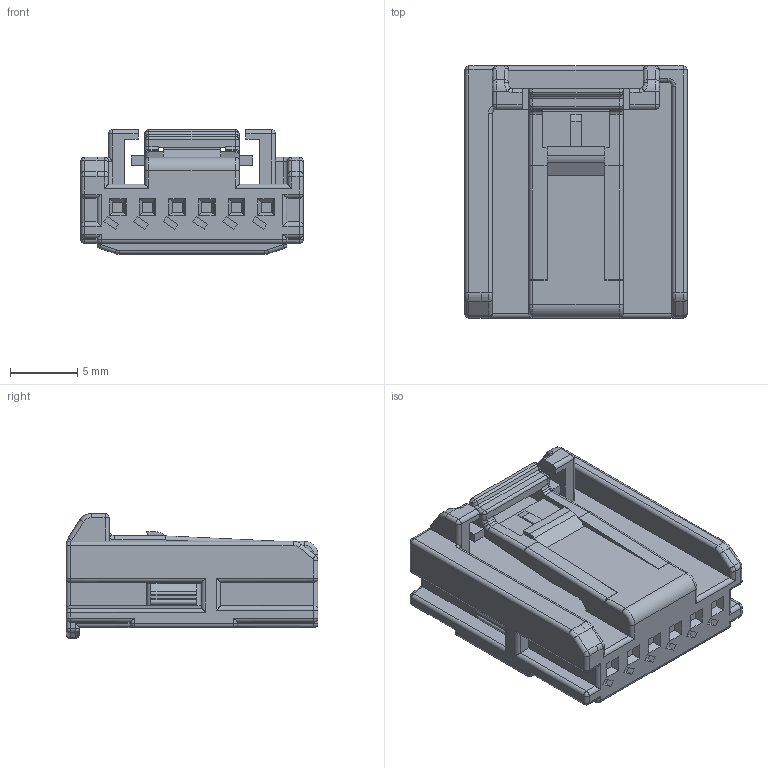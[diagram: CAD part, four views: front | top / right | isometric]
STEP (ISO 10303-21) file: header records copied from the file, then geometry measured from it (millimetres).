
FILE_DESCRIPTION((''),'2;1');
FILE_NAME('KM1300036_025_6F_HSG-A','2023-01-05T13:54:12',('jhryu'),(''),'CREO PARAMETRIC BY PTC INC, 2017380','CREO PARAMETRIC BY PTC INC, 2017380','');
FILE_SCHEMA(('CONFIG_CONTROL_DESIGN'));
Length unit declared in the file: millimetre
Products named in the file (1): KM1300036_025_6F_HSG-A
Bounding box: 16.5 x 18.7 x 9.25 mm (x, y, z)
Volume: 1544 mm3; surface area: 1705.6 mm2
Topology: 1 solids, 1 shells, 705 faces, 1868 edges, 1146 vertices
Faces by surface type: plane 440, cylinder 191, sphere 34, torus 30, bspline 10
Entity records: 21866 total; most frequent: CARTESIAN_POINT 4547, ORIENTED_EDGE 3668, DIRECTION 3473, EDGE_CURVE 1834, VECTOR 1439, LINE 1439, VERTEX_POINT 1146, AXIS2_PLACEMENT_3D 1017
